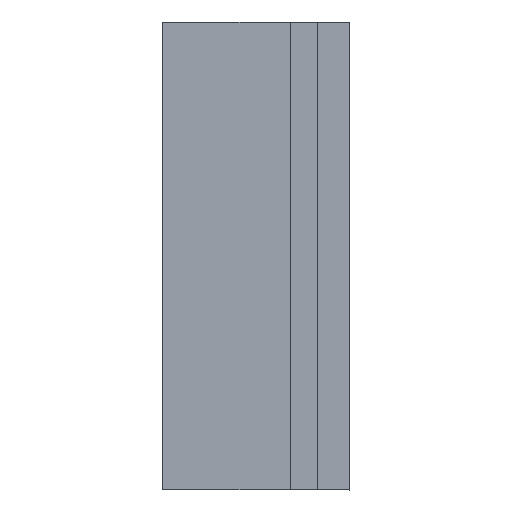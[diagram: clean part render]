
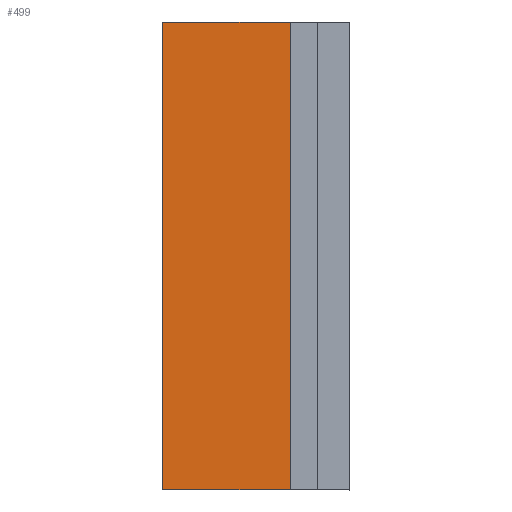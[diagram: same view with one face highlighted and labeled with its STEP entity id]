
A CAD part, left-side view. The second image highlights one B-rep face of the part: STEP entity #499.
In plain terms, the highlighted planar face has unit normal (-1, 0, 0).
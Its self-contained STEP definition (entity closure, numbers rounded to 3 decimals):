
#99 = CARTESIAN_POINT ( 'NONE',  ( -40.962, -3.689, 77.5 ) ) ;
#273 = LINE ( 'NONE', #1447, #3039 ) ;
#482 = ORIENTED_EDGE ( 'NONE', *, *, #2646, .T. ) ;
#499 = ADVANCED_FACE ( 'NONE', ( #705 ), #1889, .T. ) ;
#693 = CARTESIAN_POINT ( 'NONE',  ( -40.962, -1.673, 77.5 ) ) ;
#705 = FACE_OUTER_BOUND ( 'NONE', #1804, .T. ) ;
#884 = DIRECTION ( 'NONE',  ( 0., 1., 0. ) ) ;
#896 = VERTEX_POINT ( 'NONE', #3216 ) ;
#958 = ORIENTED_EDGE ( 'NONE', *, *, #3049, .T. ) ;
#1124 = ORIENTED_EDGE ( 'NONE', *, *, #3444, .F. ) ;
#1268 = DIRECTION ( 'NONE',  ( 0., 0., -1. ) ) ;
#1323 = CARTESIAN_POINT ( 'NONE',  ( -40.962, -1.673, 77.5 ) ) ;
#1447 = CARTESIAN_POINT ( 'NONE',  ( -40.962, 2.327, 77.5 ) ) ;
#1640 = VECTOR ( 'NONE', #1268, 1000. ) ;
#1804 = EDGE_LOOP ( 'NONE', ( #1124, #2191, #958, #482 ) ) ;
#1879 = DIRECTION ( 'NONE',  ( 0., 1., 0. ) ) ;
#1889 = PLANE ( 'NONE',  #2169 ) ;
#1972 = CARTESIAN_POINT ( 'NONE',  ( -40.962, 2.327, 77.5 ) ) ;
#2169 = AXIS2_PLACEMENT_3D ( 'NONE', #1323, #2516, #3650 ) ;
#2191 = ORIENTED_EDGE ( 'NONE', *, *, #2716, .F. ) ;
#2365 = VERTEX_POINT ( 'NONE', #3464 ) ;
#2370 = LINE ( 'NONE', #3515, #3129 ) ;
#2516 = DIRECTION ( 'NONE',  ( -1., 0., 0. ) ) ;
#2640 = DIRECTION ( 'NONE',  ( 0., 0., -1. ) ) ;
#2646 = EDGE_CURVE ( 'NONE', #3384, #3594, #273, .T. ) ;
#2716 = EDGE_CURVE ( 'NONE', #896, #2365, #2752, .T. ) ;
#2752 = LINE ( 'NONE', #99, #1640 ) ;
#3039 = VECTOR ( 'NONE', #2640, 1000. ) ;
#3049 = EDGE_CURVE ( 'NONE', #896, #3384, #3321, .T. ) ;
#3129 = VECTOR ( 'NONE', #884, 1000. ) ;
#3216 = CARTESIAN_POINT ( 'NONE',  ( -40.962, -3.689, 77.5 ) ) ;
#3321 = LINE ( 'NONE', #693, #3701 ) ;
#3345 = CARTESIAN_POINT ( 'NONE',  ( -40.962, 2.327, 55.5 ) ) ;
#3384 = VERTEX_POINT ( 'NONE', #1972 ) ;
#3444 = EDGE_CURVE ( 'NONE', #2365, #3594, #2370, .T. ) ;
#3464 = CARTESIAN_POINT ( 'NONE',  ( -40.962, -3.689, 55.5 ) ) ;
#3515 = CARTESIAN_POINT ( 'NONE',  ( -40.962, -1.673, 55.5 ) ) ;
#3594 = VERTEX_POINT ( 'NONE', #3345 ) ;
#3650 = DIRECTION ( 'NONE',  ( 0., 0., 1. ) ) ;
#3701 = VECTOR ( 'NONE', #1879, 1000. ) ;
